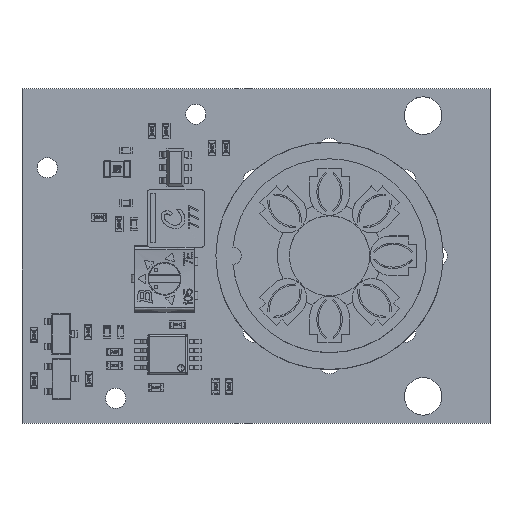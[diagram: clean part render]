
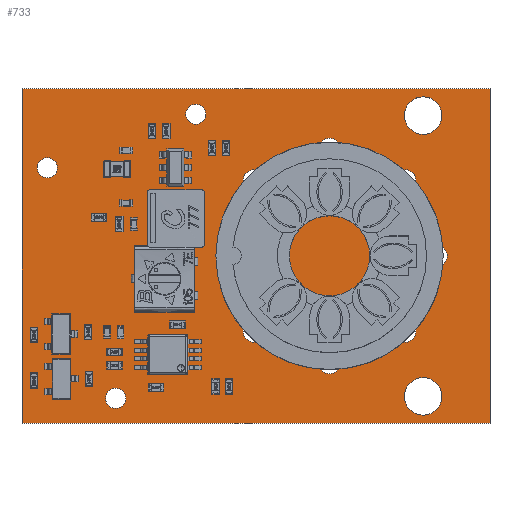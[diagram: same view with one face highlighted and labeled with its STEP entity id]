
A CAD part, top view. The second image highlights one B-rep face of the part: STEP entity #733.
In plain terms, the highlighted planar face has unit normal (0, 0, 1).
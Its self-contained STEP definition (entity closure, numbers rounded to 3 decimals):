
#172 = VERTEX_POINT('',#173);
#173 = CARTESIAN_POINT('',(0.,0.,1.014));
#179 = EDGE_CURVE('',#172,#180,#182,.T.);
#180 = VERTEX_POINT('',#181);
#181 = CARTESIAN_POINT('',(35.,0.,1.014));
#182 = LINE('',#183,#184);
#183 = CARTESIAN_POINT('',(0.,0.,1.014));
#184 = VECTOR('',#185,1.);
#185 = DIRECTION('',(1.,0.,0.));
#210 = EDGE_CURVE('',#180,#211,#213,.T.);
#211 = VERTEX_POINT('',#212);
#212 = CARTESIAN_POINT('',(35.,25.,1.014));
#213 = LINE('',#214,#215);
#214 = CARTESIAN_POINT('',(35.,0.,1.014));
#215 = VECTOR('',#216,1.);
#216 = DIRECTION('',(0.,1.,0.));
#241 = EDGE_CURVE('',#211,#242,#244,.T.);
#242 = VERTEX_POINT('',#243);
#243 = CARTESIAN_POINT('',(0.,25.,1.014));
#244 = LINE('',#245,#246);
#245 = CARTESIAN_POINT('',(35.,25.,1.014));
#246 = VECTOR('',#247,1.);
#247 = DIRECTION('',(-1.,0.,0.));
#272 = EDGE_CURVE('',#242,#172,#273,.T.);
#273 = LINE('',#274,#275);
#274 = CARTESIAN_POINT('',(0.,25.,1.014));
#275 = VECTOR('',#276,1.);
#276 = DIRECTION('',(0.,-1.,0.));
#296 = VERTEX_POINT('',#297);
#297 = CARTESIAN_POINT('',(7.75,1.85,1.014));
#303 = EDGE_CURVE('',#296,#296,#304,.T.);
#304 = CIRCLE('',#305,0.75);
#305 = AXIS2_PLACEMENT_3D('',#306,#307,#308);
#306 = CARTESIAN_POINT('',(7.,1.85,1.014));
#307 = DIRECTION('',(0.,0.,1.));
#308 = DIRECTION('',(1.,0.,0.));
#329 = VERTEX_POINT('',#330);
#330 = CARTESIAN_POINT('',(18.143,6.843,1.014));
#336 = EDGE_CURVE('',#329,#329,#337,.T.);
#337 = CIRCLE('',#338,0.8);
#338 = AXIS2_PLACEMENT_3D('',#339,#340,#341);
#339 = CARTESIAN_POINT('',(17.343,6.843,1.014));
#340 = DIRECTION('',(0.,0.,1.));
#341 = DIRECTION('',(1.,0.,0.));
#362 = VERTEX_POINT('',#363);
#363 = CARTESIAN_POINT('',(18.143,18.157,1.014));
#369 = EDGE_CURVE('',#362,#362,#370,.T.);
#370 = CIRCLE('',#371,0.8);
#371 = AXIS2_PLACEMENT_3D('',#372,#373,#374);
#372 = CARTESIAN_POINT('',(17.343,18.157,1.014));
#373 = DIRECTION('',(0.,0.,1.));
#374 = DIRECTION('',(1.,0.,0.));
#395 = VERTEX_POINT('',#396);
#396 = CARTESIAN_POINT('',(2.65,19.1,1.014));
#402 = EDGE_CURVE('',#395,#395,#403,.T.);
#403 = CIRCLE('',#404,0.75);
#404 = AXIS2_PLACEMENT_3D('',#405,#406,#407);
#405 = CARTESIAN_POINT('',(1.9,19.1,1.014));
#406 = DIRECTION('',(0.,0.,1.));
#407 = DIRECTION('',(1.,0.,0.));
#428 = VERTEX_POINT('',#429);
#429 = CARTESIAN_POINT('',(23.8,20.5,1.014));
#435 = EDGE_CURVE('',#428,#428,#436,.T.);
#436 = CIRCLE('',#437,0.8);
#437 = AXIS2_PLACEMENT_3D('',#438,#439,#440);
#438 = CARTESIAN_POINT('',(23.,20.5,1.014));
#439 = DIRECTION('',(0.,0.,1.));
#440 = DIRECTION('',(1.,0.,0.));
#461 = VERTEX_POINT('',#462);
#462 = CARTESIAN_POINT('',(13.75,23.1,1.014));
#468 = EDGE_CURVE('',#461,#461,#469,.T.);
#469 = CIRCLE('',#470,0.75);
#470 = AXIS2_PLACEMENT_3D('',#471,#472,#473);
#471 = CARTESIAN_POINT('',(13.,23.1,1.014));
#472 = DIRECTION('',(0.,0.,1.));
#473 = DIRECTION('',(1.,0.,0.));
#494 = VERTEX_POINT('',#495);
#495 = CARTESIAN_POINT('',(23.8,4.5,1.014));
#501 = EDGE_CURVE('',#494,#494,#502,.T.);
#502 = CIRCLE('',#503,0.8);
#503 = AXIS2_PLACEMENT_3D('',#504,#505,#506);
#504 = CARTESIAN_POINT('',(23.,4.5,1.014));
#505 = DIRECTION('',(0.,0.,1.));
#506 = DIRECTION('',(1.,0.,0.));
#527 = VERTEX_POINT('',#528);
#528 = CARTESIAN_POINT('',(31.4,2.,1.014));
#534 = EDGE_CURVE('',#527,#527,#535,.T.);
#535 = CIRCLE('',#536,1.4);
#536 = AXIS2_PLACEMENT_3D('',#537,#538,#539);
#537 = CARTESIAN_POINT('',(30.,2.,1.014));
#538 = DIRECTION('',(0.,0.,1.));
#539 = DIRECTION('',(1.,0.,0.));
#560 = VERTEX_POINT('',#561);
#561 = CARTESIAN_POINT('',(29.457,6.843,1.014));
#567 = EDGE_CURVE('',#560,#560,#568,.T.);
#568 = CIRCLE('',#569,0.8);
#569 = AXIS2_PLACEMENT_3D('',#570,#571,#572);
#570 = CARTESIAN_POINT('',(28.657,6.843,1.014));
#571 = DIRECTION('',(0.,0.,1.));
#572 = DIRECTION('',(1.,0.,0.));
#593 = VERTEX_POINT('',#594);
#594 = CARTESIAN_POINT('',(29.457,18.157,1.014));
#600 = EDGE_CURVE('',#593,#593,#601,.T.);
#601 = CIRCLE('',#602,0.8);
#602 = AXIS2_PLACEMENT_3D('',#603,#604,#605);
#603 = CARTESIAN_POINT('',(28.657,18.157,1.014));
#604 = DIRECTION('',(0.,0.,1.));
#605 = DIRECTION('',(1.,0.,0.));
#626 = VERTEX_POINT('',#627);
#627 = CARTESIAN_POINT('',(31.8,12.5,1.014));
#633 = EDGE_CURVE('',#626,#626,#634,.T.);
#634 = CIRCLE('',#635,0.8);
#635 = AXIS2_PLACEMENT_3D('',#636,#637,#638);
#636 = CARTESIAN_POINT('',(31.,12.5,1.014));
#637 = DIRECTION('',(0.,0.,1.));
#638 = DIRECTION('',(1.,0.,0.));
#659 = VERTEX_POINT('',#660);
#660 = CARTESIAN_POINT('',(31.4,23.,1.014));
#666 = EDGE_CURVE('',#659,#659,#667,.T.);
#667 = CIRCLE('',#668,1.4);
#668 = AXIS2_PLACEMENT_3D('',#669,#670,#671);
#669 = CARTESIAN_POINT('',(30.,23.,1.014));
#670 = DIRECTION('',(0.,0.,1.));
#671 = DIRECTION('',(1.,0.,0.));
#733 = ADVANCED_FACE('',(#734,#740,#743,#746,#749,#752,#755,#758,#761,
    #764,#767,#770,#773),#776,.F.);
#734 = FACE_BOUND('',#735,.T.);
#735 = EDGE_LOOP('',(#736,#737,#738,#739));
#736 = ORIENTED_EDGE('',*,*,#179,.T.);
#737 = ORIENTED_EDGE('',*,*,#210,.T.);
#738 = ORIENTED_EDGE('',*,*,#241,.T.);
#739 = ORIENTED_EDGE('',*,*,#272,.T.);
#740 = FACE_BOUND('',#741,.F.);
#741 = EDGE_LOOP('',(#742));
#742 = ORIENTED_EDGE('',*,*,#303,.T.);
#743 = FACE_BOUND('',#744,.F.);
#744 = EDGE_LOOP('',(#745));
#745 = ORIENTED_EDGE('',*,*,#336,.T.);
#746 = FACE_BOUND('',#747,.F.);
#747 = EDGE_LOOP('',(#748));
#748 = ORIENTED_EDGE('',*,*,#369,.T.);
#749 = FACE_BOUND('',#750,.F.);
#750 = EDGE_LOOP('',(#751));
#751 = ORIENTED_EDGE('',*,*,#402,.T.);
#752 = FACE_BOUND('',#753,.F.);
#753 = EDGE_LOOP('',(#754));
#754 = ORIENTED_EDGE('',*,*,#435,.T.);
#755 = FACE_BOUND('',#756,.F.);
#756 = EDGE_LOOP('',(#757));
#757 = ORIENTED_EDGE('',*,*,#468,.T.);
#758 = FACE_BOUND('',#759,.F.);
#759 = EDGE_LOOP('',(#760));
#760 = ORIENTED_EDGE('',*,*,#501,.T.);
#761 = FACE_BOUND('',#762,.F.);
#762 = EDGE_LOOP('',(#763));
#763 = ORIENTED_EDGE('',*,*,#534,.T.);
#764 = FACE_BOUND('',#765,.F.);
#765 = EDGE_LOOP('',(#766));
#766 = ORIENTED_EDGE('',*,*,#567,.T.);
#767 = FACE_BOUND('',#768,.F.);
#768 = EDGE_LOOP('',(#769));
#769 = ORIENTED_EDGE('',*,*,#600,.T.);
#770 = FACE_BOUND('',#771,.F.);
#771 = EDGE_LOOP('',(#772));
#772 = ORIENTED_EDGE('',*,*,#633,.T.);
#773 = FACE_BOUND('',#774,.F.);
#774 = EDGE_LOOP('',(#775));
#775 = ORIENTED_EDGE('',*,*,#666,.T.);
#776 = PLANE('',#777);
#777 = AXIS2_PLACEMENT_3D('',#778,#779,#780);
#778 = CARTESIAN_POINT('',(0.,0.,1.014));
#779 = DIRECTION('',(0.,0.,-1.));
#780 = DIRECTION('',(-1.,0.,0.));
